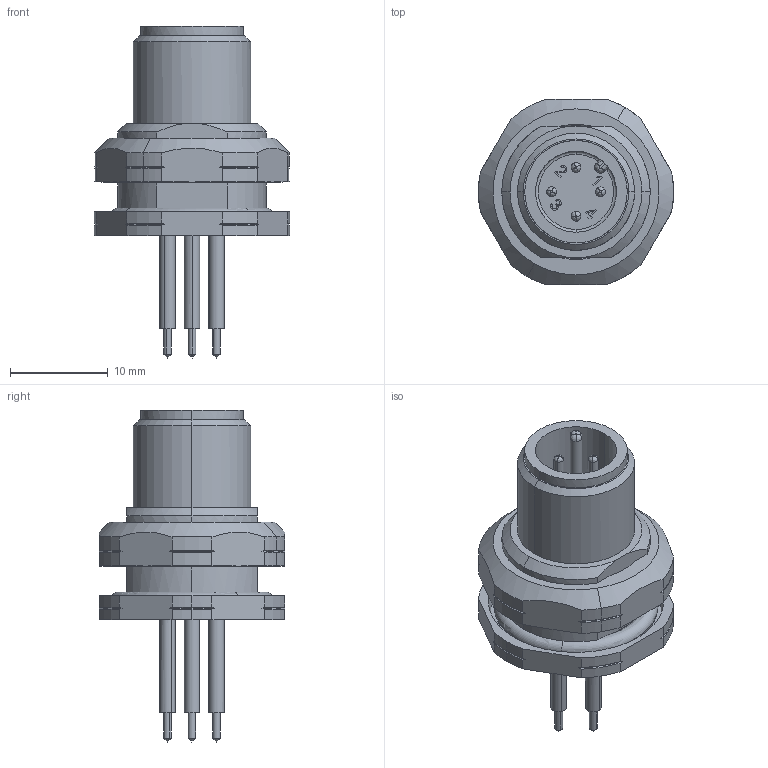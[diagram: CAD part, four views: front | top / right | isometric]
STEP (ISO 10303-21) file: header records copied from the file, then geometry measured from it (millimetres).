
FILE_DESCRIPTION(('CATIA V5R24 STEP','CAx-IF Rec.Pracs.--- Model Styling and Organization---1.2---2011-12-15'),'2;1');
FILE_NAME ('D1461782_0_2422130000_2422130000.stp','2017-05-10T11:24:22+00:00',('none'),('Weidmueller'),'CATIA Version 5-6 Release 2014 SP4 HF52','CATIA V5 STEP AP214','none');
FILE_SCHEMA(('AUTOMOTIVE_DESIGN { 1 0 10303 214 1 1 1 1 }'));
Length unit declared in the file: millimetre
Products named in the file (1): v5-standard_part
Bounding box: 20 x 19 x 34 mm (x, y, z)
Volume: 3479.1 mm3; surface area: 2580.1 mm2
Topology: 1 solids, 1 shells, 263 faces, 716 edges, 468 vertices
Faces by surface type: cylinder 79, plane 68, bspline 55, cone 54, torus 7
Entity records: 9425 total; most frequent: CARTESIAN_POINT 3295, ORIENTED_EDGE 1416, DIRECTION 826, EDGE_CURVE 708, VERTEX_POINT 468, AXIS2_PLACEMENT_3D 374, EDGE_LOOP 288, B_SPLINE_CURVE_WITH_KNOTS 269
